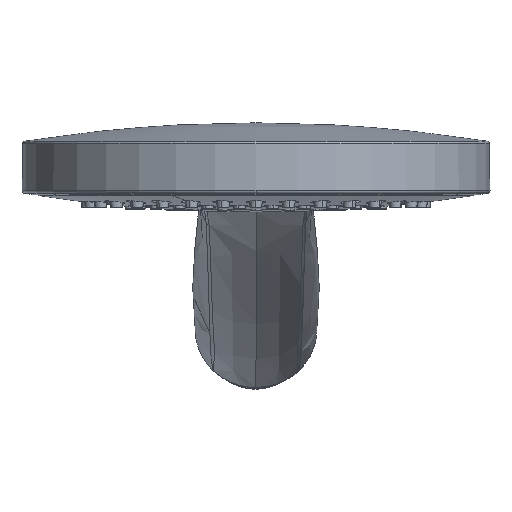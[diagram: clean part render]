
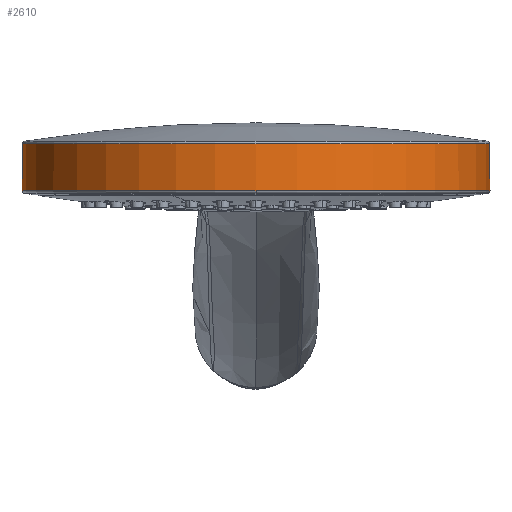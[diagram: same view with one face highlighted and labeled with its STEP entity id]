
A CAD part, left-side view. The second image highlights one B-rep face of the part: STEP entity #2610.
In plain terms, the highlighted conical face has half-angle 0.5 degrees and reference radius 50.047 mm.
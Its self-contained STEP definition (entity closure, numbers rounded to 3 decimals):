
#30=DIRECTION('',(0.007,0.006,-1.));
#31=VECTOR('',#30,5.25);
#32=CARTESIAN_POINT('',(38.337,32.169,-111.697));
#33=LINE('',#32,#31);
#34=DIRECTION('',(0.007,0.006,-1.));
#35=VECTOR('',#34,4.866);
#36=CARTESIAN_POINT('',(38.305,32.142,-106.831));
#37=LINE('',#36,#35);
#38=CARTESIAN_POINT('',(38.305,32.142,-106.831));
#39=CARTESIAN_POINT('',(37.799,32.745,-106.833));
#40=CARTESIAN_POINT('',(36.751,33.936,-106.838));
#41=CARTESIAN_POINT('',(35.069,35.672,-106.843));
#42=CARTESIAN_POINT('',(33.291,37.337,-106.847));
#43=CARTESIAN_POINT('',(31.431,38.916,-106.851));
#44=CARTESIAN_POINT('',(29.505,40.395,-106.854));
#45=CARTESIAN_POINT('',(27.515,41.776,-106.856));
#46=CARTESIAN_POINT('',(25.456,43.062,-106.859));
#47=CARTESIAN_POINT('',(23.339,44.245,-106.86));
#48=CARTESIAN_POINT('',(21.164,45.326,-106.862));
#49=CARTESIAN_POINT('',(18.938,46.3,-106.864));
#50=CARTESIAN_POINT('',(16.669,47.164,-106.866));
#51=CARTESIAN_POINT('',(14.364,47.917,-106.867));
#52=CARTESIAN_POINT('',(12.023,48.557,-106.868));
#53=CARTESIAN_POINT('',(9.653,49.083,-106.869));
#54=CARTESIAN_POINT('',(7.262,49.493,-106.869));
#55=CARTESIAN_POINT('',(4.85,49.788,-106.87));
#56=CARTESIAN_POINT('',(2.427,49.964,-106.87));
#57=CARTESIAN_POINT('',(0.809,50.004,-106.869));
#58=CARTESIAN_POINT('',(0.,50.004,-106.869));
#60=CARTESIAN_POINT('',(0.,0.,-106.869));
#61=DIRECTION('',(0.,0.,1.));
#62=DIRECTION('',(0.,1.,0.));
#63=AXIS2_PLACEMENT_3D('',#60,#61,#62);
#65=CARTESIAN_POINT('',(0.,-50.004,-106.869));
#66=CARTESIAN_POINT('',(0.829,-50.004,-106.869));
#67=CARTESIAN_POINT('',(2.489,-49.962,-106.87));
#68=CARTESIAN_POINT('',(4.974,-49.777,-106.87));
#69=CARTESIAN_POINT('',(7.449,-49.466,-106.869));
#70=CARTESIAN_POINT('',(9.887,-49.038,-106.869));
#71=CARTESIAN_POINT('',(12.351,-48.476,-106.868));
#72=CARTESIAN_POINT('',(14.735,-47.803,-106.867));
#73=CARTESIAN_POINT('',(16.891,-47.082,-106.866));
#74=CARTESIAN_POINT('',(18.937,-46.296,-106.864));
#75=CARTESIAN_POINT('',(20.943,-45.424,-106.862));
#76=CARTESIAN_POINT('',(22.953,-44.444,-106.861));
#77=CARTESIAN_POINT('',(25.027,-43.313,-106.859));
#78=CARTESIAN_POINT('',(27.168,-42.004,-106.857));
#79=CARTESIAN_POINT('',(29.219,-40.604,-106.854));
#80=CARTESIAN_POINT('',(31.203,-39.1,-106.851));
#81=CARTESIAN_POINT('',(33.109,-37.499,-106.847));
#82=CARTESIAN_POINT('',(34.935,-35.805,-106.843));
#83=CARTESIAN_POINT('',(36.674,-34.021,-106.838));
#84=CARTESIAN_POINT('',(37.772,-32.777,-106.834));
#85=CARTESIAN_POINT('',(38.305,-32.142,-106.831));
#87=DIRECTION('',(0.007,-0.006,-1.));
#88=VECTOR('',#87,4.866);
#89=CARTESIAN_POINT('',(38.305,-32.142,-106.831));
#90=LINE('',#89,#88);
#91=DIRECTION('',(0.006,-0.005,-1.));
#92=VECTOR('',#91,5.25);
#93=CARTESIAN_POINT('',(38.337,-32.169,-111.697));
#94=LINE('',#93,#92);
#95=CARTESIAN_POINT('',(0.,0.,-116.947));
#96=DIRECTION('',(0.,0.,1.));
#97=DIRECTION('',(-1.,0.,0.));
#98=AXIS2_PLACEMENT_3D('',#95,#96,#97);
#100=CARTESIAN_POINT('',(0.,0.,-116.947));
#101=DIRECTION('',(0.,0.,-1.));
#102=DIRECTION('',(-1.,0.,0.));
#103=AXIS2_PLACEMENT_3D('',#100,#101,#102);
#430=CARTESIAN_POINT('',(38.337,-32.169,-111.697));
#448=CARTESIAN_POINT('',(38.369,-32.196,-116.947));
#927=CARTESIAN_POINT('',(38.305,32.142,-106.831));
#929=CARTESIAN_POINT('',(38.337,32.169,-111.697));
#995=CARTESIAN_POINT('',(38.372,32.198,-116.947));
#2331=VERTEX_POINT('',#430);
#2333=VERTEX_POINT('',#929);
#2343=VERTEX_POINT('',#927);
#2345=VERTEX_POINT('',#58);
#2348=CARTESIAN_POINT('',(0.,-50.004,
-106.869));
#2349=VERTEX_POINT('',#2348);
#2351=VERTEX_POINT('',#85);
#2370=VERTEX_POINT('',#995);
#2382=VERTEX_POINT('',#448);
#2426=CARTESIAN_POINT('',(-50.092,0.,-116.947));
#2427=VERTEX_POINT('',#2426);
#2585=CARTESIAN_POINT('',(0.,0.,-111.889));
#2586=DIRECTION('',(0.,0.,-1.));
#2587=DIRECTION('',(-1.,0.,0.));
#2588=AXIS2_PLACEMENT_3D('',#2585,#2586,#2587);
#2589=CONICAL_SURFACE('',#2588,50.047,0.5);
#2591=ORIENTED_EDGE('',*,*,#2590,.F.);
#2593=ORIENTED_EDGE('',*,*,#2592,.F.);
#2595=ORIENTED_EDGE('',*,*,#2594,.T.);
#2597=ORIENTED_EDGE('',*,*,#2596,.T.);
#2599=ORIENTED_EDGE('',*,*,#2598,.T.);
#2601=ORIENTED_EDGE('',*,*,#2600,.T.);
#2603=ORIENTED_EDGE('',*,*,#2602,.T.);
#2605=ORIENTED_EDGE('',*,*,#2604,.F.);
#2607=ORIENTED_EDGE('',*,*,#2606,.T.);
#2608=EDGE_LOOP('',(#2591,#2593,#2595,#2597,#2599,#2601,#2603,#2605,#2607));
#2609=FACE_OUTER_BOUND('',#2608,.F.);
#2610=ADVANCED_FACE('',(#2609),#2589,.T.);
#59=B_SPLINE_CURVE_WITH_KNOTS('',3,(#38,#39,#40,#41,#42,#43,#44,#45,#46,#47,#48,
#49,#50,#51,#52,#53,#54,#55,#56,#57,#58),.UNSPECIFIED.,.F.,.F.,(4,1,1,1,1,1,1,1,
1,1,1,1,1,1,1,1,1,1,4),(0.,0.056,0.111,
0.167,0.222,0.278,0.333,
0.389,0.444,0.5,0.556,0.611,
0.667,0.722,0.778,0.833,
0.889,0.944,1.),.UNSPECIFIED.);
#64=CIRCLE('',#63,50.004);
#86=B_SPLINE_CURVE_WITH_KNOTS('',3,(#65,#66,#67,#68,#69,#70,#71,#72,#73,#74,#75,
#76,#77,#78,#79,#80,#81,#82,#83,#84,#85),.UNSPECIFIED.,.F.,.F.,(4,1,1,1,1,1,1,1,
1,1,1,1,1,1,1,1,1,1,4),(0.,0.056,0.111,
0.167,0.222,0.278,0.333,
0.389,0.444,0.5,0.556,0.611,
0.667,0.722,0.778,0.833,
0.889,0.944,1.),.UNSPECIFIED.);
#99=CIRCLE('',#98,50.092);
#104=CIRCLE('',#103,50.092);
#2590=EDGE_CURVE('',#2333,#2370,#33,.T.);
#2592=EDGE_CURVE('',#2343,#2333,#37,.T.);
#2594=EDGE_CURVE('',#2343,#2345,#59,.T.);
#2596=EDGE_CURVE('',#2345,#2349,#64,.T.);
#2598=EDGE_CURVE('',#2349,#2351,#86,.T.);
#2600=EDGE_CURVE('',#2351,#2331,#90,.T.);
#2602=EDGE_CURVE('',#2331,#2382,#94,.T.);
#2604=EDGE_CURVE('',#2427,#2382,#99,.T.);
#2606=EDGE_CURVE('',#2427,#2370,#104,.T.);
